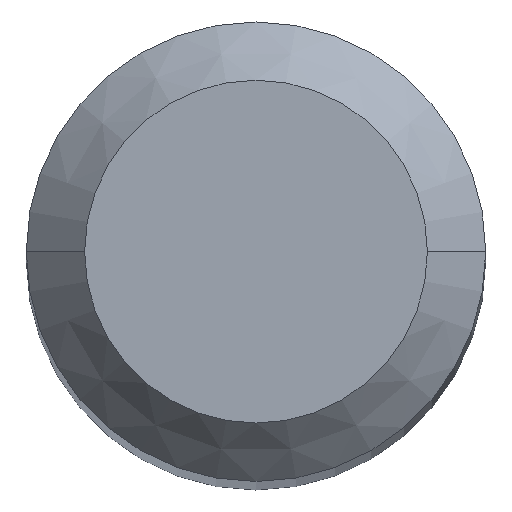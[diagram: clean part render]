
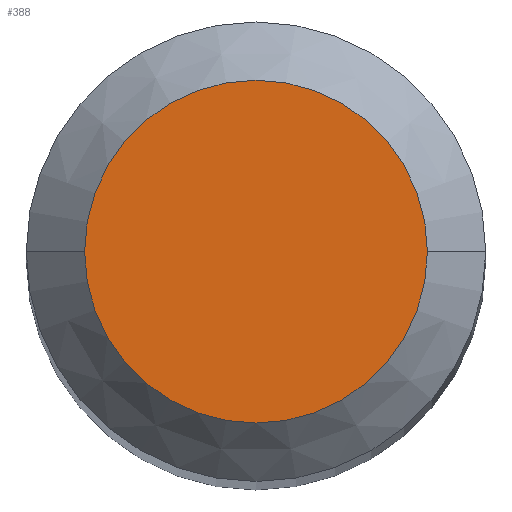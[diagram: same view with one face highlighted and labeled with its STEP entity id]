
A CAD part, top view. The second image highlights one B-rep face of the part: STEP entity #388.
In plain terms, the highlighted planar face has unit normal (0, 0, 1).
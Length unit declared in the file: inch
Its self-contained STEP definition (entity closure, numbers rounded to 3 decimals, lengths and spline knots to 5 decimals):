
#1 = AXIS2_PLACEMENT_3D ( 'NONE', #158, #79, #304 ) ;
#15 = DIRECTION ( 'NONE',  ( 1., 0., 0. ) ) ;
#18 = CARTESIAN_POINT ( 'NONE',  ( 0.04405, 0., 0. ) ) ;
#27 = CARTESIAN_POINT ( 'NONE',  ( 0., 0.04405, 0. ) ) ;
#34 = EDGE_CURVE ( 'NONE', #233, #36, #205, .T. ) ;
#36 = VERTEX_POINT ( 'NONE', #18 ) ;
#46 = CARTESIAN_POINT ( 'NONE',  ( 0., 0., 0. ) ) ;
#79 = DIRECTION ( 'NONE',  ( 0., 0., 1. ) ) ;
#83 = DIRECTION ( 'NONE',  ( 0., 0., -1. ) ) ;
#112 = CIRCLE ( 'NONE', #164, 0.04405 ) ;
#158 = CARTESIAN_POINT ( 'NONE',  ( 0., 0., 0. ) ) ;
#164 = AXIS2_PLACEMENT_3D ( 'NONE', #46, #200, #15 ) ;
#200 = DIRECTION ( 'NONE',  ( 0., 0., 1. ) ) ;
#203 = DIRECTION ( 'NONE',  ( -1., 0., 0. ) ) ;
#205 = CIRCLE ( 'NONE', #1, 0.04405 ) ;
#219 = AXIS2_PLACEMENT_3D ( 'NONE', #27, #83, #203 ) ;
#233 = VERTEX_POINT ( 'NONE', #340 ) ;
#256 = ORIENTED_EDGE ( 'NONE', *, *, #34, .T. ) ;
#276 = PLANE ( 'NONE',  #219 ) ;
#304 = DIRECTION ( 'NONE',  ( 1., 0., 0. ) ) ;
#316 = EDGE_CURVE ( 'NONE', #36, #233, #112, .T. ) ;
#340 = CARTESIAN_POINT ( 'NONE',  ( -0.04405, 0., 0. ) ) ;
#388 = ADVANCED_FACE ( 'NONE', ( #421 ), #276, .F. ) ;
#406 = EDGE_LOOP ( 'NONE', ( #256, #428 ) ) ;
#421 = FACE_OUTER_BOUND ( 'NONE', #406, .T. ) ;
#428 = ORIENTED_EDGE ( 'NONE', *, *, #316, .T. ) ;
